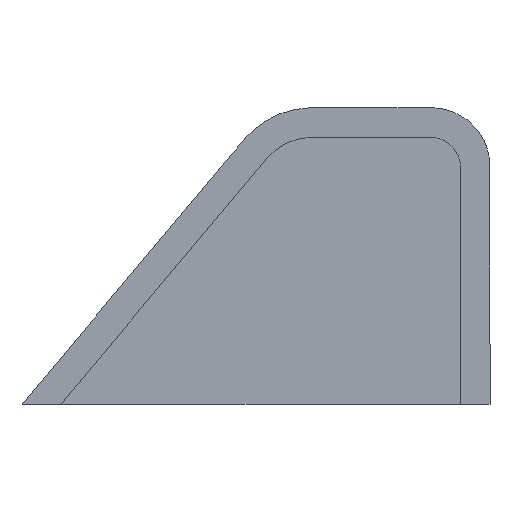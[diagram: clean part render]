
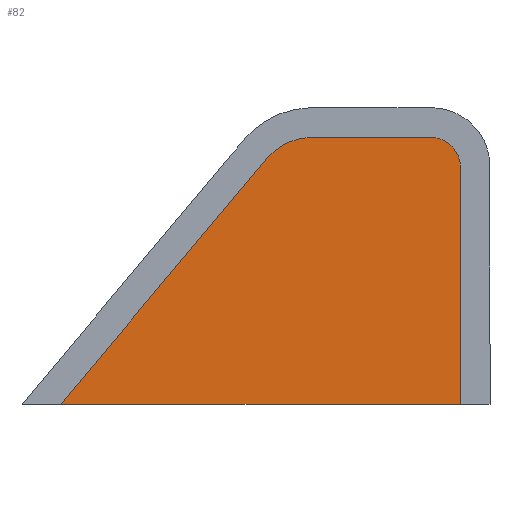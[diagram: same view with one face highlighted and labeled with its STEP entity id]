
A CAD part, top view. The second image highlights one B-rep face of the part: STEP entity #82.
In plain terms, the highlighted planar face has unit normal (0, 0, 1).
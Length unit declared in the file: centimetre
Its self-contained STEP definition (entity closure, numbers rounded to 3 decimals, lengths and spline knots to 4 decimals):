
#4 = AXIS2_PLACEMENT_3D ( 'NONE', #91, #48, #9 ) ;
#5 = CARTESIAN_POINT ( 'NONE',  ( 0., 0.45, 0. ) ) ;
#6 = PLANE ( 'NONE',  #152 ) ;
#7 = DIRECTION ( 'NONE',  ( -1., 0., 0. ) ) ;
#9 = DIRECTION ( 'NONE',  ( 1., 0., 0. ) ) ;
#14 = CARTESIAN_POINT ( 'NONE',  ( 0.6895, 0.45, 0. ) ) ;
#16 = EDGE_CURVE ( 'NONE', #138, #90, #148, .T. ) ;
#17 = VERTEX_POINT ( 'NONE', #155 ) ;
#21 = EDGE_CURVE ( 'NONE', #149, #17, #71, .T. ) ;
#25 = DIRECTION ( 'NONE',  ( 0., 1., 0. ) ) ;
#42 = EDGE_CURVE ( 'NONE', #107, #135, #65, .T. ) ;
#45 = ORIENTED_EDGE ( 'NONE', *, *, #124, .T. ) ;
#47 = LINE ( 'NONE', #93, #58 ) ;
#48 = DIRECTION ( 'NONE',  ( 0., 0., 1. ) ) ;
#53 = LINE ( 'NONE', #133, #99 ) ;
#56 = LINE ( 'NONE', #5, #116 ) ;
#57 = DIRECTION ( 'NONE',  ( 1., 0., 0. ) ) ;
#58 = VECTOR ( 'NONE', #25, 100. ) ;
#59 = CARTESIAN_POINT ( 'NONE',  ( 0.4129, 0.4143, 0. ) ) ;
#62 = CARTESIAN_POINT ( 'NONE',  ( 0.7395, 0., 0. ) ) ;
#63 = CARTESIAN_POINT ( 'NONE',  ( 0.4895, 0.45, 0. ) ) ;
#65 = CIRCLE ( 'NONE', #79, 0.05 ) ;
#67 = CARTESIAN_POINT ( 'NONE',  ( 0., 0., 0. ) ) ;
#69 = DIRECTION ( 'NONE',  ( 0., 0., 1. ) ) ;
#71 = LINE ( 'NONE', #111, #105 ) ;
#79 = AXIS2_PLACEMENT_3D ( 'NONE', #142, #154, #151 ) ;
#82 = ADVANCED_FACE ( 'NONE', ( #127 ), #6, .T. ) ;
#90 = VERTEX_POINT ( 'NONE', #59 ) ;
#91 = CARTESIAN_POINT ( 'NONE',  ( 0.4895, 0.35, 0. ) ) ;
#93 = CARTESIAN_POINT ( 'NONE',  ( 0.7395, 0., 0. ) ) ;
#98 = EDGE_CURVE ( 'NONE', #135, #138, #56, .T. ) ;
#99 = VECTOR ( 'NONE', #156, 100. ) ;
#102 = EDGE_LOOP ( 'NONE', ( #120, #45, #108, #104, #147, #106 ) ) ;
#103 = EDGE_CURVE ( 'NONE', #149, #107, #47, .T. ) ;
#104 = ORIENTED_EDGE ( 'NONE', *, *, #103, .T. ) ;
#105 = VECTOR ( 'NONE', #7, 100. ) ;
#106 = ORIENTED_EDGE ( 'NONE', *, *, #98, .T. ) ;
#107 = VERTEX_POINT ( 'NONE', #141 ) ;
#108 = ORIENTED_EDGE ( 'NONE', *, *, #21, .F. ) ;
#110 = DIRECTION ( 'NONE',  ( -1., 0., 0. ) ) ;
#111 = CARTESIAN_POINT ( 'NONE',  ( 0.3962, 0., 0. ) ) ;
#116 = VECTOR ( 'NONE', #110, 100. ) ;
#120 = ORIENTED_EDGE ( 'NONE', *, *, #16, .T. ) ;
#124 = EDGE_CURVE ( 'NONE', #90, #17, #53, .T. ) ;
#127 = FACE_OUTER_BOUND ( 'NONE', #102, .T. ) ;
#133 = CARTESIAN_POINT ( 'NONE',  ( 0.0383, -0.0321, 0. ) ) ;
#135 = VERTEX_POINT ( 'NONE', #14 ) ;
#138 = VERTEX_POINT ( 'NONE', #63 ) ;
#141 = CARTESIAN_POINT ( 'NONE',  ( 0.7395, 0.4, 0. ) ) ;
#142 = CARTESIAN_POINT ( 'NONE',  ( 0.6895, 0.4, 0. ) ) ;
#147 = ORIENTED_EDGE ( 'NONE', *, *, #42, .T. ) ;
#148 = CIRCLE ( 'NONE', #4, 0.1 ) ;
#149 = VERTEX_POINT ( 'NONE', #62 ) ;
#151 = DIRECTION ( 'NONE',  ( 1., 0., 0. ) ) ;
#152 = AXIS2_PLACEMENT_3D ( 'NONE', #67, #69, #57 ) ;
#154 = DIRECTION ( 'NONE',  ( 0., 0., 1. ) ) ;
#155 = CARTESIAN_POINT ( 'NONE',  ( 0.0653, 0., 0. ) ) ;
#156 = DIRECTION ( 'NONE',  ( -0.643, -0.766, 0. ) ) ;
